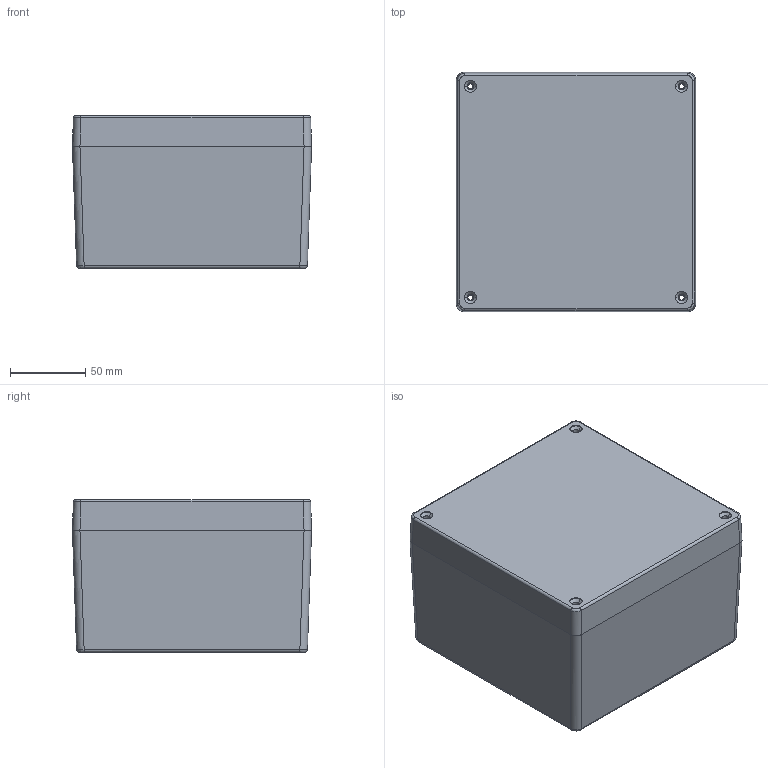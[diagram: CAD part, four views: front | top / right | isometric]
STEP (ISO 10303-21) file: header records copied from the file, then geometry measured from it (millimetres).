
FILE_DESCRIPTION (( 'STEP AP214' ), '1' );
FILE_NAME ('G139.STEP', '2009-11-20T03:44:06', ( 'NEF User' ), ( 'NEF User' ), 'SwSTEP 2.0', 'SolidWorks 2009', '' );
FILE_SCHEMA (( 'AUTOMOTIVE_DESIGN' ));
Length unit declared in the file: millimetre
Products named in the file (1): G139
Bounding box: 158.5 x 158.5 x 101.3 mm (x, y, z)
Volume: 362561.8 mm3; surface area: 237312.8 mm2
Topology: 2 solids, 2 shells, 375 faces, 1002 edges, 648 vertices
Faces by surface type: plane 215, cylinder 120, cone 32, bspline 8
Entity records: 12679 total; most frequent: CARTESIAN_POINT 3186, ORIENTED_EDGE 2004, DIRECTION 1918, EDGE_CURVE 1002, VECTOR 710, LINE 710, VERTEX_POINT 648, AXIS2_PLACEMENT_3D 604
